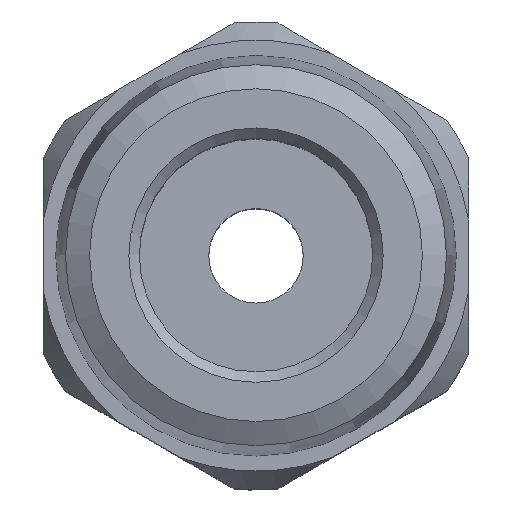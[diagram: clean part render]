
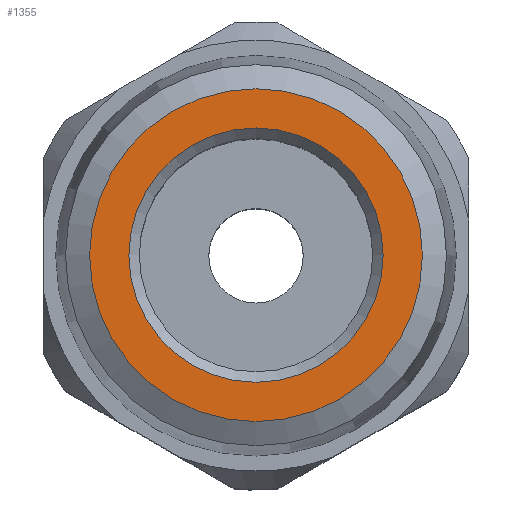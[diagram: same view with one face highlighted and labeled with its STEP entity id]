
A CAD part, top view. The second image highlights one B-rep face of the part: STEP entity #1355.
In plain terms, the highlighted planar face has unit normal (0, 0, 1).
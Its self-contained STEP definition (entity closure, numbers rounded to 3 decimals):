
#25=PLANE('',#1447);
#241=ORIENTED_EDGE('',*,*,#482,.F.);
#242=ORIENTED_EDGE('',*,*,#483,.T.);
#482=EDGE_CURVE('',#596,#596,#664,.T.);
#483=EDGE_CURVE('',#597,#597,#665,.T.);
#596=VERTEX_POINT('',#2011);
#597=VERTEX_POINT('',#2013);
#664=CIRCLE('',#1448,5.591);
#665=CIRCLE('',#1449,4.272);
#717=EDGE_LOOP('',(#241));
#718=EDGE_LOOP('',(#242));
#807=FACE_BOUND('',#717,.T.);
#808=FACE_BOUND('',#718,.T.);
#1355=ADVANCED_FACE('',(#807,#808),#25,.F.);
#1447=AXIS2_PLACEMENT_3D('',#2009,#1628,#1629);
#1448=AXIS2_PLACEMENT_3D('',#2010,#1630,#1631);
#1449=AXIS2_PLACEMENT_3D('',#2012,#1632,#1633);
#1628=DIRECTION('',(0.,0.,-1.));
#1629=DIRECTION('',(-1.,0.,0.));
#1630=DIRECTION('',(0.,0.,-1.));
#1631=DIRECTION('',(-1.,0.,0.));
#1632=DIRECTION('',(0.,0.,-1.));
#1633=DIRECTION('',(0.,1.,0.));
#2009=CARTESIAN_POINT('',(0.,0.,11.));
#2010=CARTESIAN_POINT('',(0.,0.,11.));
#2011=CARTESIAN_POINT('',(-5.591,0.,11.));
#2012=CARTESIAN_POINT('',(0.,0.,11.));
#2013=CARTESIAN_POINT('',(0.,4.272,11.));
